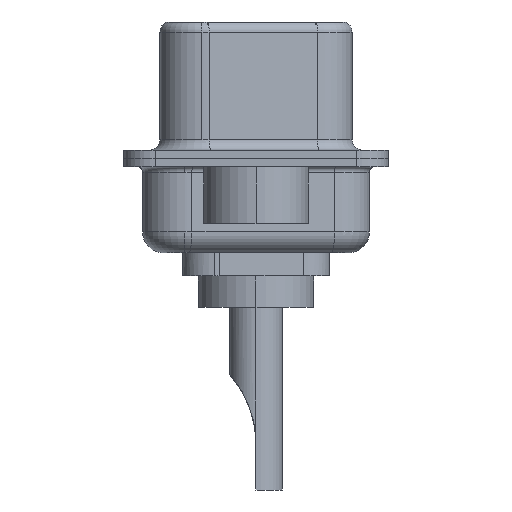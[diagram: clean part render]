
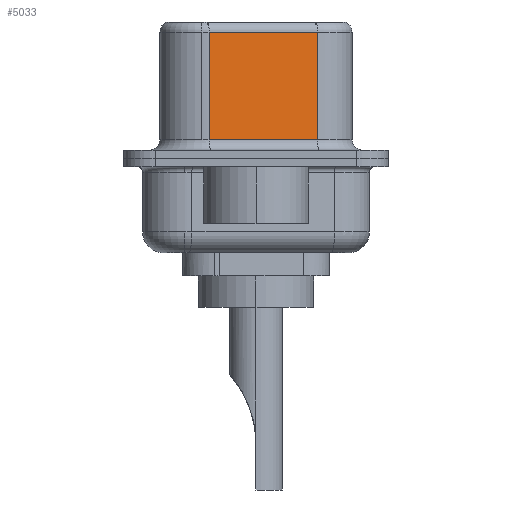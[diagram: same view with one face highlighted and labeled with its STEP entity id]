
A CAD part, left-side view. The second image highlights one B-rep face of the part: STEP entity #5033.
In plain terms, the highlighted planar face has unit normal (-0.985, -0.174, 0).
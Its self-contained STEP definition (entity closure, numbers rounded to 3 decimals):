
#691 = CARTESIAN_POINT ( 'NONE',  ( 3.67, 2.233, 0.9 ) ) ;
#1079 = EDGE_CURVE ( 'NONE', #7028, #5562, #5349, .T. ) ;
#1403 = CARTESIAN_POINT ( 'NONE',  ( 4.58, -2.927, 0.9 ) ) ;
#1541 = EDGE_CURVE ( 'NONE', #6425, #5562, #5948, .T. ) ;
#1766 = ORIENTED_EDGE ( 'NONE', *, *, #5750, .T. ) ;
#2247 = CARTESIAN_POINT ( 'NONE',  ( 4.58, -2.927, 6.02 ) ) ;
#2779 = DIRECTION ( 'NONE',  ( -0.174, 0.985, 0. ) ) ;
#3435 = DIRECTION ( 'NONE',  ( 0., 0., -1. ) ) ;
#3493 = CARTESIAN_POINT ( 'NONE',  ( 4.58, -2.927, 6.52 ) ) ;
#3984 = DIRECTION ( 'NONE',  ( 0.985, 0.174, 0. ) ) ;
#4986 = VERTEX_POINT ( 'NONE', #5250 ) ;
#5033 = ADVANCED_FACE ( 'NONE', ( #9439 ), #6399, .F. ) ;
#5250 = CARTESIAN_POINT ( 'NONE',  ( 3.67, 2.233, 6.02 ) ) ;
#5349 = LINE ( 'NONE', #1403, #11185 ) ;
#5562 = VERTEX_POINT ( 'NONE', #15933 ) ;
#5750 = EDGE_CURVE ( 'NONE', #6425, #4986, #11399, .T. ) ;
#5948 = LINE ( 'NONE', #3493, #8266 ) ;
#6014 = EDGE_CURVE ( 'NONE', #4986, #7028, #8294, .T. ) ;
#6399 = PLANE ( 'NONE',  #15958 ) ;
#6425 = VERTEX_POINT ( 'NONE', #15654 ) ;
#6457 = CARTESIAN_POINT ( 'NONE',  ( 4.58, -2.927, 6.52 ) ) ;
#7028 = VERTEX_POINT ( 'NONE', #691 ) ;
#7439 = DIRECTION ( 'NONE',  ( -0.174, 0.985, 0. ) ) ;
#7876 = DIRECTION ( 'NONE',  ( 0., 0., -1. ) ) ;
#8266 = VECTOR ( 'NONE', #3435, 1000. ) ;
#8294 = LINE ( 'NONE', #9213, #14553 ) ;
#9213 = CARTESIAN_POINT ( 'NONE',  ( 3.67, 2.233, 6.52 ) ) ;
#9433 = ORIENTED_EDGE ( 'NONE', *, *, #1079, .T. ) ;
#9439 = FACE_OUTER_BOUND ( 'NONE', #12239, .T. ) ;
#10129 = DIRECTION ( 'NONE',  ( 0.174, -0.985, 0. ) ) ;
#10261 = ORIENTED_EDGE ( 'NONE', *, *, #6014, .T. ) ;
#10682 = ORIENTED_EDGE ( 'NONE', *, *, #1541, .F. ) ;
#11185 = VECTOR ( 'NONE', #10129, 1000. ) ;
#11399 = LINE ( 'NONE', #2247, #13003 ) ;
#12239 = EDGE_LOOP ( 'NONE', ( #10682, #1766, #10261, #9433 ) ) ;
#13003 = VECTOR ( 'NONE', #7439, 1000. ) ;
#14553 = VECTOR ( 'NONE', #7876, 1000. ) ;
#15654 = CARTESIAN_POINT ( 'NONE',  ( 4.58, -2.927, 6.02 ) ) ;
#15933 = CARTESIAN_POINT ( 'NONE',  ( 4.58, -2.927, 0.9 ) ) ;
#15958 = AXIS2_PLACEMENT_3D ( 'NONE', #6457, #3984, #2779 ) ;
